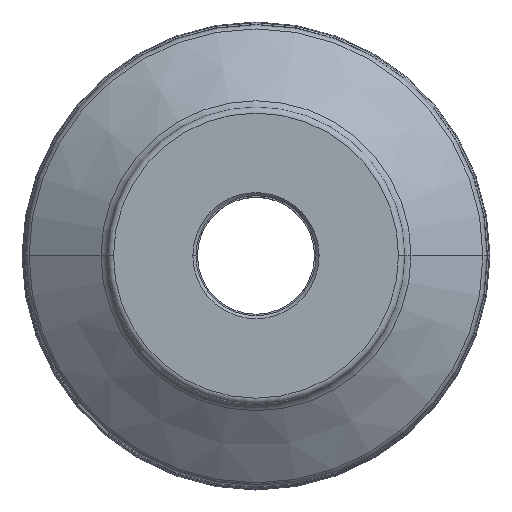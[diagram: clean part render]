
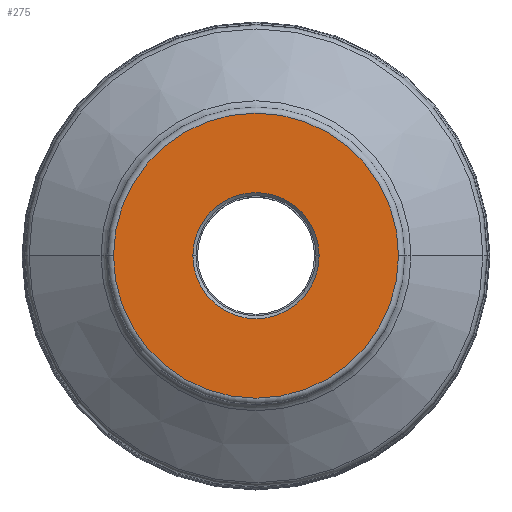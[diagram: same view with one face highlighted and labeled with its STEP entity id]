
A CAD part, top view. The second image highlights one B-rep face of the part: STEP entity #275.
In plain terms, the highlighted planar face has unit normal (0, 0, 1).
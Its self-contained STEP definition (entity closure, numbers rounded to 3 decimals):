
#30=PLANE('',#2447);
#37=FACE_BOUND('',#532,.T.);
#38=FACE_BOUND('',#533,.T.);
#275=ADVANCED_FACE('',(#37,#38),#30,.F.);
#532=EDGE_LOOP('',(#971,#972,#973,#974));
#533=EDGE_LOOP('',(#975,#976,#977,#978));
#971=ORIENTED_EDGE('',*,*,#1536,.F.);
#972=ORIENTED_EDGE('',*,*,#1540,.F.);
#973=ORIENTED_EDGE('',*,*,#1539,.T.);
#974=ORIENTED_EDGE('',*,*,#1537,.T.);
#975=ORIENTED_EDGE('',*,*,#1541,.T.);
#976=ORIENTED_EDGE('',*,*,#1542,.T.);
#977=ORIENTED_EDGE('',*,*,#1543,.T.);
#978=ORIENTED_EDGE('',*,*,#1544,.T.);
#1271=VERTEX_POINT('',#4976);
#1272=VERTEX_POINT('',#4978);
#1273=VERTEX_POINT('',#4980);
#1274=VERTEX_POINT('',#4984);
#1275=VERTEX_POINT('',#4988);
#1276=VERTEX_POINT('',#4989);
#1277=VERTEX_POINT('',#4991);
#1278=VERTEX_POINT('',#4993);
#1536=EDGE_CURVE('',#1271,#1272,#1873,.T.);
#1537=EDGE_CURVE('',#1273,#1272,#1874,.T.);
#1539=EDGE_CURVE('',#1274,#1273,#1876,.T.);
#1540=EDGE_CURVE('',#1274,#1271,#1877,.T.);
#1541=EDGE_CURVE('',#1275,#1276,#1878,.T.);
#1542=EDGE_CURVE('',#1276,#1277,#1879,.T.);
#1543=EDGE_CURVE('',#1277,#1278,#1880,.T.);
#1544=EDGE_CURVE('',#1278,#1275,#1881,.T.);
#1873=CIRCLE('',#2436,46.419);
#1874=CIRCLE('',#2437,46.419);
#1876=CIRCLE('',#2440,46.419);
#1877=CIRCLE('',#2441,46.419);
#1878=CIRCLE('',#2443,20.55);
#1879=CIRCLE('',#2444,20.55);
#1880=CIRCLE('',#2445,20.55);
#1881=CIRCLE('',#2446,20.55);
#2436=AXIS2_PLACEMENT_3D('',#4977,#3025,#3026);
#2437=AXIS2_PLACEMENT_3D('',#4979,#3027,#3028);
#2440=AXIS2_PLACEMENT_3D('',#4983,#3033,#3034);
#2441=AXIS2_PLACEMENT_3D('',#4985,#3035,#3036);
#2443=AXIS2_PLACEMENT_3D('',#4987,#3039,#3040);
#2444=AXIS2_PLACEMENT_3D('',#4990,#3041,#3042);
#2445=AXIS2_PLACEMENT_3D('',#4992,#3043,#3044);
#2446=AXIS2_PLACEMENT_3D('',#4994,#3045,#3046);
#2447=AXIS2_PLACEMENT_3D('',#4995,#3047,#3048);
#3025=DIRECTION('',(0.,0.,-1.));
#3026=DIRECTION('',(-1.,0.,0.));
#3027=DIRECTION('',(0.,0.,1.));
#3028=DIRECTION('',(1.,0.,0.));
#3033=DIRECTION('',(0.,0.,1.));
#3034=DIRECTION('',(1.,0.,0.));
#3035=DIRECTION('',(0.,0.,-1.));
#3036=DIRECTION('',(-1.,0.,0.));
#3039=DIRECTION('',(0.,0.,-1.));
#3040=DIRECTION('',(0.,1.,0.));
#3041=DIRECTION('',(0.,0.,-1.));
#3042=DIRECTION('',(1.,0.,0.));
#3043=DIRECTION('',(0.,0.,-1.));
#3044=DIRECTION('',(0.,-1.,0.));
#3045=DIRECTION('',(0.,0.,-1.));
#3046=DIRECTION('',(-1.,0.,0.));
#3047=DIRECTION('',(0.,0.,-1.));
#3048=DIRECTION('',(1.,0.,0.));
#4976=CARTESIAN_POINT('',(-46.419,0.,0.));
#4977=CARTESIAN_POINT('',(0.,0.,0.));
#4978=CARTESIAN_POINT('',(-46.419,0.021,0.));
#4979=CARTESIAN_POINT('',(0.,0.,0.));
#4980=CARTESIAN_POINT('',(46.419,0.,0.));
#4983=CARTESIAN_POINT('',(0.,0.,0.));
#4984=CARTESIAN_POINT('',(46.419,-0.021,0.));
#4985=CARTESIAN_POINT('',(0.,0.,0.));
#4987=CARTESIAN_POINT('',(0.,0.,0.));
#4988=CARTESIAN_POINT('',(0.,20.55,0.));
#4989=CARTESIAN_POINT('',(20.55,0.,0.));
#4990=CARTESIAN_POINT('',(0.,0.,0.));
#4991=CARTESIAN_POINT('',(0.,-20.55,0.));
#4992=CARTESIAN_POINT('',(0.,0.,0.));
#4993=CARTESIAN_POINT('',(-20.55,0.,0.));
#4994=CARTESIAN_POINT('',(0.,0.,0.));
#4995=CARTESIAN_POINT('',(0.,0.,0.));
